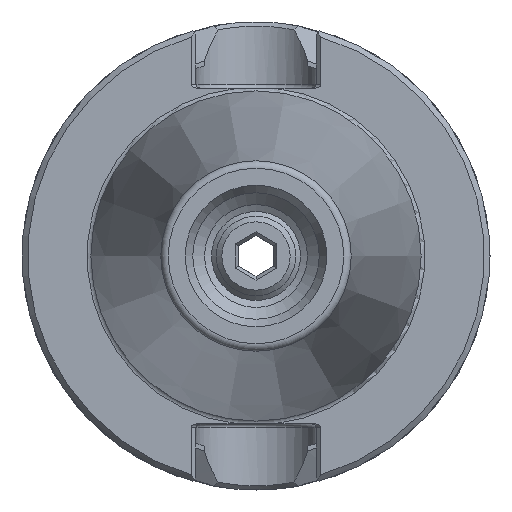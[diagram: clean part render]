
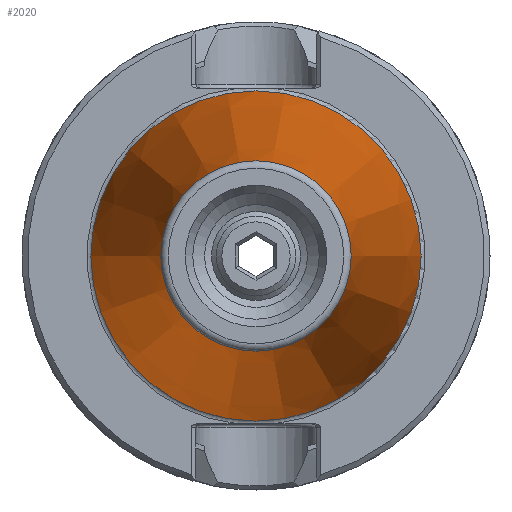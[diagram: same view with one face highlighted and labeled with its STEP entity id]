
A CAD part, left-side view. The second image highlights one B-rep face of the part: STEP entity #2020.
In plain terms, the highlighted conical face has half-angle 8.297 degrees and reference radius 17.456 mm.
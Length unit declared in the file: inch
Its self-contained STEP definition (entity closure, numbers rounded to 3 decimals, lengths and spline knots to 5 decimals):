
#323=CONICAL_SURFACE('',#2205,0.68724,8.297);
#524=FACE_BOUND('',#766,.T.);
#609=FACE_OUTER_BOUND('',#765,.T.);
#765=EDGE_LOOP('',(#1650));
#766=EDGE_LOOP('',(#1651));
#897=CIRCLE('',#2186,0.875);
#906=CIRCLE('',#2203,0.50448);
#1052=VERTEX_POINT('',#3387);
#1061=VERTEX_POINT('',#3413);
#1279=EDGE_CURVE('',#1052,#1052,#897,.T.);
#1288=EDGE_CURVE('',#1061,#1061,#906,.T.);
#1650=ORIENTED_EDGE('',*,*,#1279,.T.);
#1651=ORIENTED_EDGE('',*,*,#1288,.F.);
#2020=ADVANCED_FACE('',(#609,#524),#323,.T.);
#2186=AXIS2_PLACEMENT_3D('',#3388,#2577,#2578);
#2203=AXIS2_PLACEMENT_3D('',#3414,#2611,#2612);
#2205=AXIS2_PLACEMENT_3D('',#3416,#2615,#2616);
#2577=DIRECTION('center_axis',(-1.,0.,0.));
#2578=DIRECTION('ref_axis',(0.,1.,0.));
#2611=DIRECTION('center_axis',(-1.,0.,0.));
#2612=DIRECTION('ref_axis',(0.,-1.,0.));
#2615=DIRECTION('center_axis',(1.,0.,0.));
#2616=DIRECTION('ref_axis',(0.,1.,0.));
#3387=CARTESIAN_POINT('',(0.00001,0.875,0.));
#3388=CARTESIAN_POINT('Origin',(0.00001,0.,0.));
#3413=CARTESIAN_POINT('',(-2.54077,0.50448,0.));
#3414=CARTESIAN_POINT('Origin',(-2.54077,0.,
0.));
#3416=CARTESIAN_POINT('Origin',(-1.2875,0.,0.));
